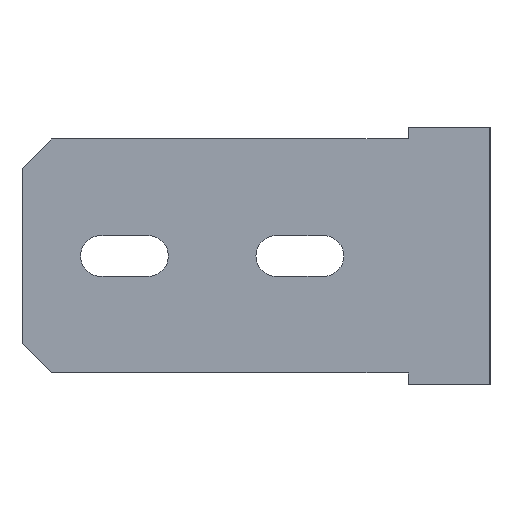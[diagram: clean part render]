
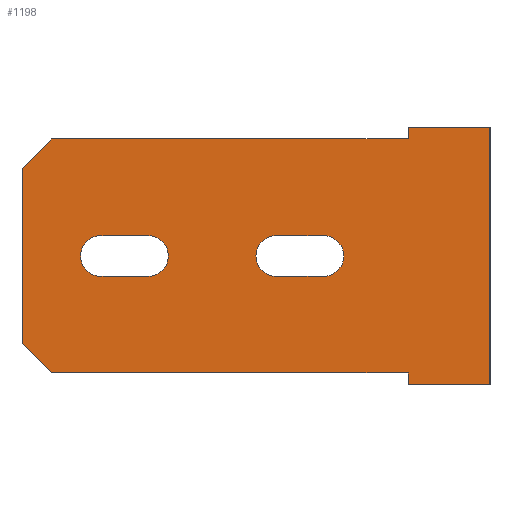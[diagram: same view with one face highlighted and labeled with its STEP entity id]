
A CAD part, left-side view. The second image highlights one B-rep face of the part: STEP entity #1198.
In plain terms, the highlighted planar face has unit normal (-1, 0, 0).
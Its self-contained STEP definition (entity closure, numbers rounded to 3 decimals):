
#34 = DIRECTION ( 'NONE',  ( 0., -1., 0. ) ) ;
#39 = FACE_OUTER_BOUND ( 'NONE', #1187, .T. ) ;
#56 = CARTESIAN_POINT ( 'NONE',  ( -89., 0., 0. ) ) ;
#60 = DIRECTION ( 'NONE',  ( 0., -1., 0. ) ) ;
#75 = CARTESIAN_POINT ( 'NONE',  ( -89., 0., 40. ) ) ;
#92 = PLANE ( 'NONE',  #1422 ) ;
#93 = VERTEX_POINT ( 'NONE', #1587 ) ;
#132 = CARTESIAN_POINT ( 'NONE',  ( -89., -2., 42.001 ) ) ;
#143 = CARTESIAN_POINT ( 'NONE',  ( -89., 73., 40. ) ) ;
#161 = DIRECTION ( 'NONE',  ( 0., -1., 0. ) ) ;
#168 = LINE ( 'NONE', #56, #860 ) ;
#172 = CARTESIAN_POINT ( 'NONE',  ( -89., 0., 40. ) ) ;
#251 = VERTEX_POINT ( 'NONE', #1451 ) ;
#275 = VECTOR ( 'NONE', #161, 1000. ) ;
#315 = VERTEX_POINT ( 'NONE', #1532 ) ;
#335 = DIRECTION ( 'NONE',  ( 0., 0., -1. ) ) ;
#373 = EDGE_CURVE ( 'NONE', #376, #679, #884, .T. ) ;
#376 = VERTEX_POINT ( 'NONE', #1246 ) ;
#389 = EDGE_CURVE ( 'NONE', #731, #1493, #974, .T. ) ;
#392 = VERTEX_POINT ( 'NONE', #1317 ) ;
#406 = EDGE_CURVE ( 'NONE', #506, #1493, #842, .T. ) ;
#414 = EDGE_CURVE ( 'NONE', #506, #1563, #866, .T. ) ;
#418 = EDGE_CURVE ( 'NONE', #1034, #376, #815, .T. ) ;
#420 = EDGE_CURVE ( 'NONE', #679, #93, #813, .T. ) ;
#430 = EDGE_CURVE ( 'NONE', #1654, #1130, #774, .T. ) ;
#438 = EDGE_CURVE ( 'NONE', #1130, #731, #733, .T. ) ;
#443 = EDGE_CURVE ( 'NONE', #548, #1330, #755, .T. ) ;
#457 = EDGE_CURVE ( 'NONE', #315, #548, #721, .T. ) ;
#460 = EDGE_CURVE ( 'NONE', #1583, #315, #699, .T. ) ;
#473 = EDGE_CURVE ( 'NONE', #1330, #1583, #776, .T. ) ;
#480 = EDGE_CURVE ( 'NONE', #392, #695, #698, .T. ) ;
#481 = EDGE_CURVE ( 'NONE', #1509, #392, #709, .T. ) ;
#496 = EDGE_CURVE ( 'NONE', #251, #1509, #667, .T. ) ;
#502 = EDGE_CURVE ( 'NONE', #695, #251, #687, .T. ) ;
#506 = VERTEX_POINT ( 'NONE', #1111 ) ;
#548 = VERTEX_POINT ( 'NONE', #956 ) ;
#588 = ORIENTED_EDGE ( 'NONE', *, *, #457, .F. ) ;
#608 = CARTESIAN_POINT ( 'NONE',  ( -89., -2., -2.001 ) ) ;
#641 = ORIENTED_EDGE ( 'NONE', *, *, #430, .T. ) ;
#648 = EDGE_LOOP ( 'NONE', ( #1159, #1103, #889, #834 ) ) ;
#659 = ORIENTED_EDGE ( 'NONE', *, *, #438, .T. ) ;
#667 = LINE ( 'NONE', #1109, #685 ) ;
#673 = CARTESIAN_POINT ( 'NONE',  ( -89., 56.5, 16.5 ) ) ;
#679 = VERTEX_POINT ( 'NONE', #715 ) ;
#685 = VECTOR ( 'NONE', #1102, 1000. ) ;
#687 = CIRCLE ( 'NONE', #1223, 3.5 ) ;
#691 = VECTOR ( 'NONE', #1195, 1000. ) ;
#695 = VERTEX_POINT ( 'NONE', #673 ) ;
#698 = LINE ( 'NONE', #1618, #691 ) ;
#699 = LINE ( 'NONE', #1183, #719 ) ;
#709 = CIRCLE ( 'NONE', #1656, 3.5 ) ;
#715 = CARTESIAN_POINT ( 'NONE',  ( -89., 78., 5. ) ) ;
#719 = VECTOR ( 'NONE', #1181, 1000. ) ;
#720 = VECTOR ( 'NONE', #1278, 1000. ) ;
#721 = CIRCLE ( 'NONE', #1225, 3.5 ) ;
#726 = VECTOR ( 'NONE', #1294, 1000. ) ;
#731 = VERTEX_POINT ( 'NONE', #608 ) ;
#733 = LINE ( 'NONE', #1336, #726 ) ;
#755 = LINE ( 'NONE', #1335, #720 ) ;
#758 = VECTOR ( 'NONE', #1306, 1000. ) ;
#772 = ORIENTED_EDGE ( 'NONE', *, *, #443, .F. ) ;
#774 = LINE ( 'NONE', #1263, #758 ) ;
#776 = CIRCLE ( 'NONE', #1437, 3.5 ) ;
#791 = VECTOR ( 'NONE', #1214, 1000. ) ;
#802 = ORIENTED_EDGE ( 'NONE', *, *, #1075, .T. ) ;
#807 = VECTOR ( 'NONE', #1220, 1000. ) ;
#813 = LINE ( 'NONE', #1219, #791 ) ;
#815 = LINE ( 'NONE', #1341, #807 ) ;
#820 = VECTOR ( 'NONE', #1231, 1000. ) ;
#821 = VECTOR ( 'NONE', #1312, 1000. ) ;
#833 = ORIENTED_EDGE ( 'NONE', *, *, #418, .T. ) ;
#834 = ORIENTED_EDGE ( 'NONE', *, *, #502, .F. ) ;
#840 = VECTOR ( 'NONE', #1230, 1000. ) ;
#842 = LINE ( 'NONE', #1226, #820 ) ;
#860 = VECTOR ( 'NONE', #34, 1000. ) ;
#866 = LINE ( 'NONE', #1234, #821 ) ;
#868 = VECTOR ( 'NONE', #1165, 1000. ) ;
#878 = ORIENTED_EDGE ( 'NONE', *, *, #414, .T. ) ;
#884 = LINE ( 'NONE', #1199, #868 ) ;
#889 = ORIENTED_EDGE ( 'NONE', *, *, #496, .F. ) ;
#946 = ORIENTED_EDGE ( 'NONE', *, *, #1016, .F. ) ;
#956 = CARTESIAN_POINT ( 'NONE',  ( -89., 34.5, 16.5 ) ) ;
#974 = LINE ( 'NONE', #1309, #840 ) ;
#987 = FACE_BOUND ( 'NONE', #1188, .T. ) ;
#1015 = ORIENTED_EDGE ( 'NONE', *, *, #420, .T. ) ;
#1016 = EDGE_CURVE ( 'NONE', #1034, #1563, #1456, .T. ) ;
#1034 = VERTEX_POINT ( 'NONE', #143 ) ;
#1046 = DIRECTION ( 'NONE',  ( 1., 0., 0. ) ) ;
#1052 = ORIENTED_EDGE ( 'NONE', *, *, #406, .F. ) ;
#1072 = ORIENTED_EDGE ( 'NONE', *, *, #373, .T. ) ;
#1075 = EDGE_CURVE ( 'NONE', #93, #1654, #168, .T. ) ;
#1079 = DIRECTION ( 'NONE',  ( 0., -1., 0. ) ) ;
#1083 = DIRECTION ( 'NONE',  ( -1., 0., 0. ) ) ;
#1084 = CARTESIAN_POINT ( 'NONE',  ( -89., 56.5, 20. ) ) ;
#1099 = ORIENTED_EDGE ( 'NONE', *, *, #389, .T. ) ;
#1102 = DIRECTION ( 'NONE',  ( 0., 1., 0. ) ) ;
#1103 = ORIENTED_EDGE ( 'NONE', *, *, #481, .F. ) ;
#1109 = CARTESIAN_POINT ( 'NONE',  ( -89., 64.5, 23.5 ) ) ;
#1111 = CARTESIAN_POINT ( 'NONE',  ( -89., 12., 42.001 ) ) ;
#1115 = CARTESIAN_POINT ( 'NONE',  ( -89., 12., -2.001 ) ) ;
#1128 = ORIENTED_EDGE ( 'NONE', *, *, #473, .F. ) ;
#1130 = VERTEX_POINT ( 'NONE', #1115 ) ;
#1141 = DIRECTION ( 'NONE',  ( 0., -1., 0. ) ) ;
#1143 = DIRECTION ( 'NONE',  ( -1., 0., 0. ) ) ;
#1146 = CARTESIAN_POINT ( 'NONE',  ( -89., 64.5, 20. ) ) ;
#1154 = ORIENTED_EDGE ( 'NONE', *, *, #460, .F. ) ;
#1159 = ORIENTED_EDGE ( 'NONE', *, *, #480, .F. ) ;
#1165 = DIRECTION ( 'NONE',  ( 0., 0., -1. ) ) ;
#1177 = CARTESIAN_POINT ( 'NONE',  ( -89., 12., 40. ) ) ;
#1181 = DIRECTION ( 'NONE',  ( 0., 1., 0. ) ) ;
#1183 = CARTESIAN_POINT ( 'NONE',  ( -89., 34.5, 23.5 ) ) ;
#1187 = EDGE_LOOP ( 'NONE', ( #1099, #1052, #878, #946, #833, #1072, #1015, #802, #641, #659 ) ) ;
#1188 = EDGE_LOOP ( 'NONE', ( #772, #588, #1154, #1128 ) ) ;
#1189 = CARTESIAN_POINT ( 'NONE',  ( -89., 26.5, 20. ) ) ;
#1194 = FACE_BOUND ( 'NONE', #648, .T. ) ;
#1195 = DIRECTION ( 'NONE',  ( 0., -1., 0. ) ) ;
#1198 = ADVANCED_FACE ( 'NONE', ( #39, #987, #1194 ), #92, .F. ) ;
#1199 = CARTESIAN_POINT ( 'NONE',  ( -89., 78., 40. ) ) ;
#1212 = DIRECTION ( 'NONE',  ( 0., -1., 0. ) ) ;
#1213 = DIRECTION ( 'NONE',  ( -1., 0., 0. ) ) ;
#1214 = DIRECTION ( 'NONE',  ( 0., -0.707, -0.707 ) ) ;
#1219 = CARTESIAN_POINT ( 'NONE',  ( -89., 73., 0. ) ) ;
#1220 = DIRECTION ( 'NONE',  ( 0., 0.707, -0.707 ) ) ;
#1223 = AXIS2_PLACEMENT_3D ( 'NONE', #1084, #1083, #1079 ) ;
#1225 = AXIS2_PLACEMENT_3D ( 'NONE', #1345, #1343, #60 ) ;
#1226 = CARTESIAN_POINT ( 'NONE',  ( -89., 12., 42.001 ) ) ;
#1230 = DIRECTION ( 'NONE',  ( 0., 0., 1. ) ) ;
#1231 = DIRECTION ( 'NONE',  ( 0., -1., 0. ) ) ;
#1234 = CARTESIAN_POINT ( 'NONE',  ( -89., 12., 40. ) ) ;
#1246 = CARTESIAN_POINT ( 'NONE',  ( -89., 78., 35. ) ) ;
#1263 = CARTESIAN_POINT ( 'NONE',  ( -89., 12., 0. ) ) ;
#1278 = DIRECTION ( 'NONE',  ( 0., -1., 0. ) ) ;
#1291 = CARTESIAN_POINT ( 'NONE',  ( -89., 26.5, 23.5 ) ) ;
#1294 = DIRECTION ( 'NONE',  ( 0., -1., 0. ) ) ;
#1304 = CARTESIAN_POINT ( 'NONE',  ( -89., 12., 0. ) ) ;
#1306 = DIRECTION ( 'NONE',  ( 0., 0., -1. ) ) ;
#1309 = CARTESIAN_POINT ( 'NONE',  ( -89., -2., 0. ) ) ;
#1312 = DIRECTION ( 'NONE',  ( 0., 0., -1. ) ) ;
#1317 = CARTESIAN_POINT ( 'NONE',  ( -89., 64.5, 16.5 ) ) ;
#1330 = VERTEX_POINT ( 'NONE', #1499 ) ;
#1335 = CARTESIAN_POINT ( 'NONE',  ( -89., 34.5, 16.5 ) ) ;
#1336 = CARTESIAN_POINT ( 'NONE',  ( -89., 12., -2.001 ) ) ;
#1341 = CARTESIAN_POINT ( 'NONE',  ( -89., 78., 35. ) ) ;
#1343 = DIRECTION ( 'NONE',  ( -1., 0., 0. ) ) ;
#1345 = CARTESIAN_POINT ( 'NONE',  ( -89., 34.5, 20. ) ) ;
#1422 = AXIS2_PLACEMENT_3D ( 'NONE', #75, #1046, #335 ) ;
#1437 = AXIS2_PLACEMENT_3D ( 'NONE', #1189, #1213, #1212 ) ;
#1451 = CARTESIAN_POINT ( 'NONE',  ( -89., 56.5, 23.5 ) ) ;
#1456 = LINE ( 'NONE', #172, #275 ) ;
#1493 = VERTEX_POINT ( 'NONE', #132 ) ;
#1499 = CARTESIAN_POINT ( 'NONE',  ( -89., 26.5, 16.5 ) ) ;
#1509 = VERTEX_POINT ( 'NONE', #1580 ) ;
#1532 = CARTESIAN_POINT ( 'NONE',  ( -89., 34.5, 23.5 ) ) ;
#1563 = VERTEX_POINT ( 'NONE', #1177 ) ;
#1580 = CARTESIAN_POINT ( 'NONE',  ( -89., 64.5, 23.5 ) ) ;
#1583 = VERTEX_POINT ( 'NONE', #1291 ) ;
#1587 = CARTESIAN_POINT ( 'NONE',  ( -89., 73., 0. ) ) ;
#1618 = CARTESIAN_POINT ( 'NONE',  ( -89., 64.5, 16.5 ) ) ;
#1654 = VERTEX_POINT ( 'NONE', #1304 ) ;
#1656 = AXIS2_PLACEMENT_3D ( 'NONE', #1146, #1143, #1141 ) ;
